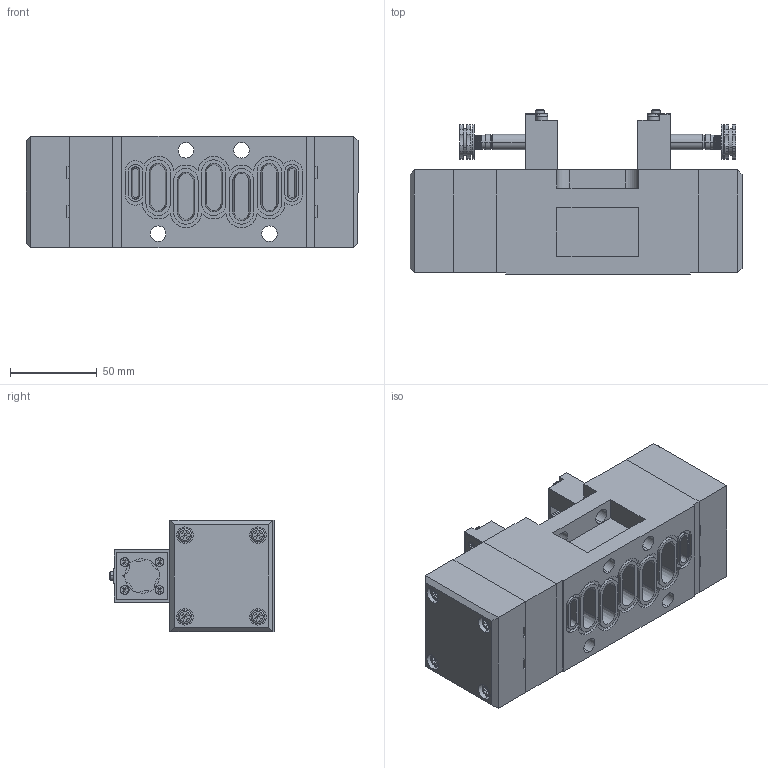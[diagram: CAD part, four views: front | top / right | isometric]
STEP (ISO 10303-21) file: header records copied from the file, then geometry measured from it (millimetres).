
FILE_DESCRIPTION (( 'STEP AP214' ), '1' );
FILE_NAME ('SIV633-IP.STEP', '2019-08-30T07:51:15', ( 'yrd2' ), ( 'Hewlett-Packard Company' ), 'SwSTEP 2.0', 'SolidWorks 2008', '' );
FILE_SCHEMA (( 'AUTOMOTIVE_DESIGN' ));
Length unit declared in the file: millimetre
Products named in the file (6): iso body 譆謙_ル遽; SIV600 Block Guide_ル遽; SIV600 Semi_ル遽; SIV400 Pilot; 濡旎傘お_ル遽; SIV633-IP
Assembly tree (8 placements, depth 2):
  SIV633-IP
    濡旎傘お_ル遽  x2
    SIV400 Pilot  x2
    SIV600 Semi_ル遽  x2
    iso body 譆謙_ル遽
    SIV600 Block Guide_ル遽
Bounding box: 191 x 94.6 x 64 mm (x, y, z)
Volume: 651342.5 mm3; surface area: 117016.2 mm2
Topology: 8 solids, 8 shells, 883 faces, 2194 edges, 1428 vertices
Faces by surface type: plane 533, cylinder 284, cone 36, torus 24, bspline 4, sphere 2
Entity records: 16627 total; most frequent: CARTESIAN_POINT 3781, DIRECTION 2650, ORIENTED_EDGE 2582, EDGE_CURVE 1291, AXIS2_PLACEMENT_3D 908, VERTEX_POINT 844, LINE 834, VECTOR 834
